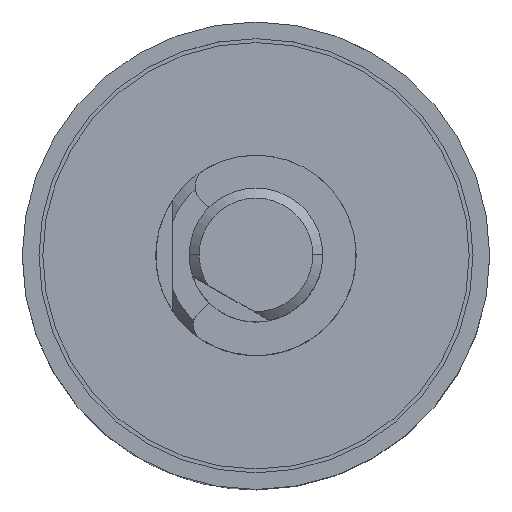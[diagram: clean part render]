
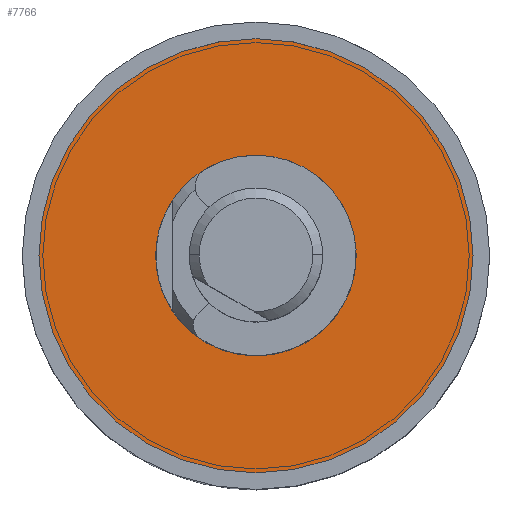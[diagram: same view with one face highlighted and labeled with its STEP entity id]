
A CAD part, top view. The second image highlights one B-rep face of the part: STEP entity #7766.
In plain terms, the highlighted planar face has unit normal (0, 0, 1).
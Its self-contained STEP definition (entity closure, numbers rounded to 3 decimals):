
#65 = CARTESIAN_POINT ( 'NONE',  ( 0., -6.5, 0.5 ) ) ;
#155 = AXIS2_PLACEMENT_3D ( 'NONE', #1397, #6033, #2093 ) ;
#323 = VERTEX_POINT ( 'NONE', #65 ) ;
#396 = EDGE_CURVE ( 'NONE', #323, #6963, #5640, .T. ) ;
#455 = EDGE_CURVE ( 'NONE', #1831, #4522, #5430, .T. ) ;
#982 = AXIS2_PLACEMENT_3D ( 'NONE', #7355, #3460, #8026 ) ;
#1397 = CARTESIAN_POINT ( 'NONE',  ( 0., 0., 0.5 ) ) ;
#1439 = ORIENTED_EDGE ( 'NONE', *, *, #7475, .T. ) ;
#1567 = PLANE ( 'NONE',  #7637 ) ;
#1831 = VERTEX_POINT ( 'NONE', #5582 ) ;
#1876 = CIRCLE ( 'NONE', #8228, 6.5 ) ;
#2002 = CARTESIAN_POINT ( 'NONE',  ( 0., 0., 0.5 ) ) ;
#2009 = EDGE_LOOP ( 'NONE', ( #5023, #6348 ) ) ;
#2093 = DIRECTION ( 'NONE',  ( 0., -1., 0. ) ) ;
#2371 = EDGE_CURVE ( 'NONE', #4522, #1831, #2787, .T. ) ;
#2669 = DIRECTION ( 'NONE',  ( 0., -1., 0. ) ) ;
#2787 = CIRCLE ( 'NONE', #4009, 3. ) ;
#2828 = CARTESIAN_POINT ( 'NONE',  ( 0., 0., 0.5 ) ) ;
#2912 = DIRECTION ( 'NONE',  ( 0., -1., 0. ) ) ;
#3460 = DIRECTION ( 'NONE',  ( 0., 0., -1. ) ) ;
#3511 = ORIENTED_EDGE ( 'NONE', *, *, #396, .T. ) ;
#3512 = DIRECTION ( 'NONE',  ( 0., 1., 0. ) ) ;
#4009 = AXIS2_PLACEMENT_3D ( 'NONE', #2828, #7402, #3512 ) ;
#4522 = VERTEX_POINT ( 'NONE', #5773 ) ;
#4741 = CARTESIAN_POINT ( 'NONE',  ( 0., 6.5, 0.5 ) ) ;
#5023 = ORIENTED_EDGE ( 'NONE', *, *, #455, .T. ) ;
#5430 = CIRCLE ( 'NONE', #982, 3. ) ;
#5482 = FACE_OUTER_BOUND ( 'NONE', #6164, .T. ) ;
#5582 = CARTESIAN_POINT ( 'NONE',  ( 0., 3., 0.5 ) ) ;
#5640 = CIRCLE ( 'NONE', #155, 6.5 ) ;
#5696 = FACE_BOUND ( 'NONE', #2009, .T. ) ;
#5773 = CARTESIAN_POINT ( 'NONE',  ( 0., -3., 0.5 ) ) ;
#6033 = DIRECTION ( 'NONE',  ( 0., 0., 1. ) ) ;
#6164 = EDGE_LOOP ( 'NONE', ( #3511, #1439 ) ) ;
#6175 = CARTESIAN_POINT ( 'NONE',  ( 3., 0., 0.5 ) ) ;
#6348 = ORIENTED_EDGE ( 'NONE', *, *, #2371, .T. ) ;
#6604 = DIRECTION ( 'NONE',  ( 0., 0., 1. ) ) ;
#6819 = DIRECTION ( 'NONE',  ( 0., 0., 1. ) ) ;
#6963 = VERTEX_POINT ( 'NONE', #4741 ) ;
#7355 = CARTESIAN_POINT ( 'NONE',  ( 0., 0., 0.5 ) ) ;
#7402 = DIRECTION ( 'NONE',  ( 0., 0., -1. ) ) ;
#7475 = EDGE_CURVE ( 'NONE', #6963, #323, #1876, .T. ) ;
#7637 = AXIS2_PLACEMENT_3D ( 'NONE', #6175, #6819, #2912 ) ;
#7766 = ADVANCED_FACE ( 'NONE', ( #5482, #5696 ), #1567, .T. ) ;
#8026 = DIRECTION ( 'NONE',  ( 0., 1., 0. ) ) ;
#8228 = AXIS2_PLACEMENT_3D ( 'NONE', #2002, #6604, #2669 ) ;
